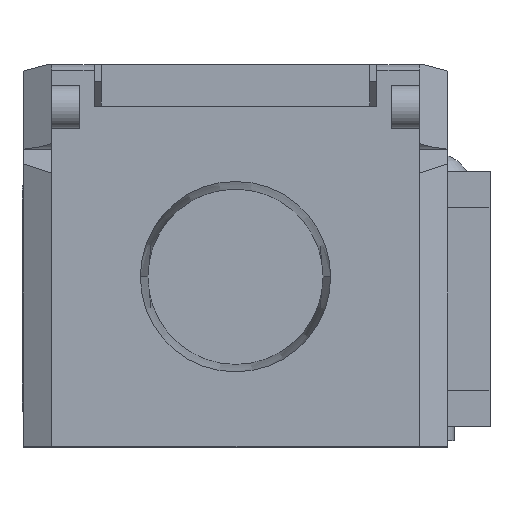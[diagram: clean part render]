
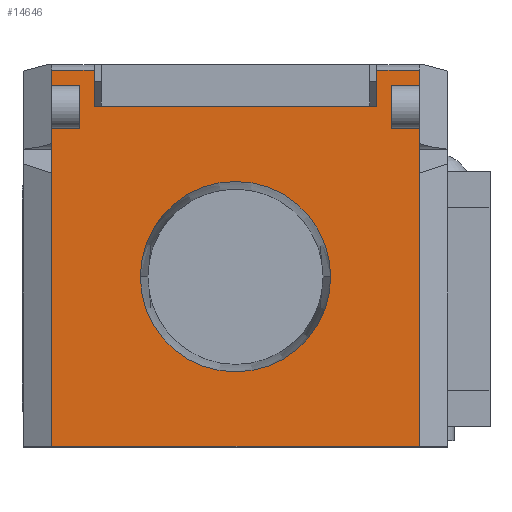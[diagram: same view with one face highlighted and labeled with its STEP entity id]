
A CAD part, top view. The second image highlights one B-rep face of the part: STEP entity #14646.
In plain terms, the highlighted planar face has unit normal (0, 0, 1).
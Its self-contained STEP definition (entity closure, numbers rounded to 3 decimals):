
#1850=DIRECTION('',(1.,0.,0.));
#1851=VECTOR('',#1850,2.);
#1852=CARTESIAN_POINT('',(11.,22.5,45.));
#1853=LINE('',#1852,#1851);
#1854=DIRECTION('',(0.,-1.,0.));
#1855=VECTOR('',#1854,2.078);
#1856=CARTESIAN_POINT('',(13.,21.402,45.));
#1857=LINE('',#1856,#1855);
#1858=DIRECTION('',(0.,-1.,0.));
#1859=VECTOR('',#1858,19.323);
#1860=CARTESIAN_POINT('',(13.,19.323,45.));
#1861=LINE('',#1860,#1859);
#1862=DIRECTION('',(-1.,0.,0.));
#1863=VECTOR('',#1862,26.);
#1864=CARTESIAN_POINT('',(13.,0.,45.));
#1865=LINE('',#1864,#1863);
#1866=DIRECTION('',(0.,1.,0.));
#1867=VECTOR('',#1866,2.078);
#1868=CARTESIAN_POINT('',(-13.,19.323,45.));
#1869=LINE('',#1868,#1867);
#1870=DIRECTION('',(0.,1.,0.));
#1871=VECTOR('',#1870,1.098);
#1872=CARTESIAN_POINT('',(-13.,21.402,45.));
#1873=LINE('',#1872,#1871);
#1874=DIRECTION('',(0.,1.,0.));
#1875=VECTOR('',#1874,1.5);
#1876=CARTESIAN_POINT('',(-11.,22.5,45.));
#1877=LINE('',#1876,#1875);
#1878=DIRECTION('',(0.,1.,0.));
#1879=VECTOR('',#1878,1.5);
#1880=CARTESIAN_POINT('',(-11.,24.,45.));
#1881=LINE('',#1880,#1879);
#1882=DIRECTION('',(-1.,0.,0.));
#1883=VECTOR('',#1882,2.);
#1884=CARTESIAN_POINT('',(-11.,25.5,45.));
#1885=LINE('',#1884,#1883);
#1886=DIRECTION('',(0.,1.,0.));
#1887=VECTOR('',#1886,1.098);
#1888=CARTESIAN_POINT('',(-13.,25.5,45.));
#1889=LINE('',#1888,#1887);
#1890=DIRECTION('',(0.,1.,0.));
#1891=VECTOR('',#1890,2.598);
#1892=CARTESIAN_POINT('',(10.,24.,45.));
#1893=LINE('',#1892,#1891);
#1894=CARTESIAN_POINT('',(0.,12.,45.));
#1895=DIRECTION('',(0.,0.,1.));
#1896=DIRECTION('',(-1.,0.,0.));
#1897=AXIS2_PLACEMENT_3D('',#1894,#1895,#1896);
#1903=CARTESIAN_POINT('',(0.,12.,45.));
#1904=DIRECTION('',(0.,0.,1.));
#1905=DIRECTION('',(1.,0.,0.));
#1906=AXIS2_PLACEMENT_3D('',#1903,#1904,#1905);
#1930=DIRECTION('',(1.,0.,0.));
#1931=VECTOR('',#1930,2.);
#1932=CARTESIAN_POINT('',(11.,25.5,45.));
#1933=LINE('',#1932,#1931);
#1943=DIRECTION('',(0.,1.,0.));
#1944=VECTOR('',#1943,1.098);
#1945=CARTESIAN_POINT('',(13.,25.5,45.));
#1946=LINE('',#1945,#1944);
#1951=DIRECTION('',(0.,1.,0.));
#1952=VECTOR('',#1951,1.098);
#1953=CARTESIAN_POINT('',(13.,21.402,45.));
#1954=LINE('',#1953,#1952);
#1968=DIRECTION('',(-1.,0.,0.));
#1969=VECTOR('',#1968,3.);
#1970=CARTESIAN_POINT('',(13.,26.598,45.));
#1971=LINE('',#1970,#1969);
#2017=DIRECTION('',(-1.,0.,0.));
#2018=VECTOR('',#2017,20.);
#2019=CARTESIAN_POINT('',(10.,24.,45.));
#2020=LINE('',#2019,#2018);
#2074=DIRECTION('',(0.,1.,0.));
#2075=VECTOR('',#2074,2.598);
#2076=CARTESIAN_POINT('',(-10.,24.,45.));
#2077=LINE('',#2076,#2075);
#2100=DIRECTION('',(-1.,0.,0.));
#2101=VECTOR('',#2100,3.);
#2102=CARTESIAN_POINT('',(-10.,26.598,45.));
#2103=LINE('',#2102,#2101);
#2170=DIRECTION('',(-1.,0.,0.));
#2171=VECTOR('',#2170,2.);
#2172=CARTESIAN_POINT('',(-11.,22.5,45.));
#2173=LINE('',#2172,#2171);
#2213=DIRECTION('',(0.,-1.,0.));
#2214=VECTOR('',#2213,19.323);
#2215=CARTESIAN_POINT('',(-13.,19.323,45.));
#2216=LINE('',#2215,#2214);
#6547=DIRECTION('',(0.,1.,0.));
#6548=VECTOR('',#6547,1.5);
#6549=CARTESIAN_POINT('',(11.,22.5,45.));
#6550=LINE('',#6549,#6548);
#6564=DIRECTION('',(0.,1.,0.));
#6565=VECTOR('',#6564,1.5);
#6566=CARTESIAN_POINT('',(11.,24.,45.));
#6567=LINE('',#6566,#6565);
#9835=CARTESIAN_POINT('',(13.,19.323,45.));
#9836=VERTEX_POINT('',#9835);
#9839=CARTESIAN_POINT('',(13.,21.402,45.));
#9840=VERTEX_POINT('',#9839);
#9845=CARTESIAN_POINT('',(11.,25.5,45.));
#9846=CARTESIAN_POINT('',(13.,25.5,45.));
#9847=VERTEX_POINT('',#9845);
#9848=VERTEX_POINT('',#9846);
#9849=CARTESIAN_POINT('',(11.,24.,45.));
#9850=VERTEX_POINT('',#9849);
#9851=CARTESIAN_POINT('',(11.,22.5,45.));
#9852=VERTEX_POINT('',#9851);
#9853=CARTESIAN_POINT('',(13.,22.5,45.));
#9854=VERTEX_POINT('',#9853);
#9855=CARTESIAN_POINT('',(13.,0.,45.));
#9856=VERTEX_POINT('',#9855);
#9857=CARTESIAN_POINT('',(-13.,0.,45.));
#9858=VERTEX_POINT('',#9857);
#9859=CARTESIAN_POINT('',(-13.,19.323,45.));
#9860=VERTEX_POINT('',#9859);
#9861=CARTESIAN_POINT('',(-13.,21.402,45.));
#9862=VERTEX_POINT('',#9861);
#9863=CARTESIAN_POINT('',(-13.,22.5,45.));
#9864=VERTEX_POINT('',#9863);
#9865=CARTESIAN_POINT('',(-11.,22.5,45.));
#9866=VERTEX_POINT('',#9865);
#9867=CARTESIAN_POINT('',(-11.,24.,45.));
#9868=VERTEX_POINT('',#9867);
#9869=CARTESIAN_POINT('',(-11.,25.5,45.));
#9870=VERTEX_POINT('',#9869);
#9871=CARTESIAN_POINT('',(-13.,25.5,45.));
#9872=VERTEX_POINT('',#9871);
#9873=CARTESIAN_POINT('',(-13.,26.598,45.));
#9874=VERTEX_POINT('',#9873);
#9875=CARTESIAN_POINT('',(-10.,26.598,45.));
#9876=VERTEX_POINT('',#9875);
#9877=CARTESIAN_POINT('',(-10.,24.,45.));
#9878=VERTEX_POINT('',#9877);
#9879=CARTESIAN_POINT('',(10.,24.,45.));
#9880=VERTEX_POINT('',#9879);
#9881=CARTESIAN_POINT('',(10.,26.598,45.));
#9882=VERTEX_POINT('',#9881);
#9883=CARTESIAN_POINT('',(13.,26.598,45.));
#9884=VERTEX_POINT('',#9883);
#11762=CARTESIAN_POINT('',(-6.731,12.,45.));
#11763=CARTESIAN_POINT('',(6.731,12.,45.));
#11764=VERTEX_POINT('',#11762);
#11765=VERTEX_POINT('',#11763);
#14590=CARTESIAN_POINT('',(-15.,0.,45.));
#14591=DIRECTION('',(0.,0.,1.));
#14592=DIRECTION('',(1.,0.,0.));
#14593=AXIS2_PLACEMENT_3D('',#14590,#14591,#14592);
#14594=PLANE('',#14593);
#14596=ORIENTED_EDGE('',*,*,#14595,.F.);
#14598=ORIENTED_EDGE('',*,*,#14597,.F.);
#14600=ORIENTED_EDGE('',*,*,#14599,.F.);
#14602=ORIENTED_EDGE('',*,*,#14601,.T.);
#14604=ORIENTED_EDGE('',*,*,#14603,.F.);
#14605=ORIENTED_EDGE('',*,*,#14579,.T.);
#14607=ORIENTED_EDGE('',*,*,#14606,.T.);
#14609=ORIENTED_EDGE('',*,*,#14608,.T.);
#14611=ORIENTED_EDGE('',*,*,#14610,.F.);
#14613=ORIENTED_EDGE('',*,*,#14612,.T.);
#14615=ORIENTED_EDGE('',*,*,#14614,.T.);
#14617=ORIENTED_EDGE('',*,*,#14616,.F.);
#14619=ORIENTED_EDGE('',*,*,#14618,.T.);
#14621=ORIENTED_EDGE('',*,*,#14620,.T.);
#14623=ORIENTED_EDGE('',*,*,#14622,.T.);
#14625=ORIENTED_EDGE('',*,*,#14624,.T.);
#14627=ORIENTED_EDGE('',*,*,#14626,.F.);
#14629=ORIENTED_EDGE('',*,*,#14628,.F.);
#14631=ORIENTED_EDGE('',*,*,#14630,.F.);
#14633=ORIENTED_EDGE('',*,*,#14632,.T.);
#14635=ORIENTED_EDGE('',*,*,#14634,.F.);
#14637=ORIENTED_EDGE('',*,*,#14636,.F.);
#14638=EDGE_LOOP('',(#14596,#14598,#14600,#14602,#14604,#14605,#14607,#14609,
#14611,#14613,#14615,#14617,#14619,#14621,#14623,#14625,#14627,#14629,#14631,
#14633,#14635,#14637));
#14639=FACE_OUTER_BOUND('',#14638,.F.);
#14641=ORIENTED_EDGE('',*,*,#14640,.T.);
#14643=ORIENTED_EDGE('',*,*,#14642,.T.);
#14644=EDGE_LOOP('',(#14641,#14643));
#14645=FACE_BOUND('',#14644,.F.);
#14646=ADVANCED_FACE('',(#14639,#14645),#14594,.T.);
#1898=CIRCLE('',#1897,6.731);
#1907=CIRCLE('',#1906,6.731);
#14579=EDGE_CURVE('',#9840,#9836,#1857,.T.);
#14595=EDGE_CURVE('',#9847,#9848,#1933,.T.);
#14597=EDGE_CURVE('',#9850,#9847,#6567,.T.);
#14599=EDGE_CURVE('',#9852,#9850,#6550,.T.);
#14601=EDGE_CURVE('',#9852,#9854,#1853,.T.);
#14603=EDGE_CURVE('',#9840,#9854,#1954,.T.);
#14606=EDGE_CURVE('',#9836,#9856,#1861,.T.);
#14608=EDGE_CURVE('',#9856,#9858,#1865,.T.);
#14610=EDGE_CURVE('',#9860,#9858,#2216,.T.);
#14612=EDGE_CURVE('',#9860,#9862,#1869,.T.);
#14614=EDGE_CURVE('',#9862,#9864,#1873,.T.);
#14616=EDGE_CURVE('',#9866,#9864,#2173,.T.);
#14618=EDGE_CURVE('',#9866,#9868,#1877,.T.);
#14620=EDGE_CURVE('',#9868,#9870,#1881,.T.);
#14622=EDGE_CURVE('',#9870,#9872,#1885,.T.);
#14624=EDGE_CURVE('',#9872,#9874,#1889,.T.);
#14626=EDGE_CURVE('',#9876,#9874,#2103,.T.);
#14628=EDGE_CURVE('',#9878,#9876,#2077,.T.);
#14630=EDGE_CURVE('',#9880,#9878,#2020,.T.);
#14632=EDGE_CURVE('',#9880,#9882,#1893,.T.);
#14634=EDGE_CURVE('',#9884,#9882,#1971,.T.);
#14636=EDGE_CURVE('',#9848,#9884,#1946,.T.);
#14640=EDGE_CURVE('',#11764,#11765,#1898,.T.);
#14642=EDGE_CURVE('',#11765,#11764,#1907,.T.);
